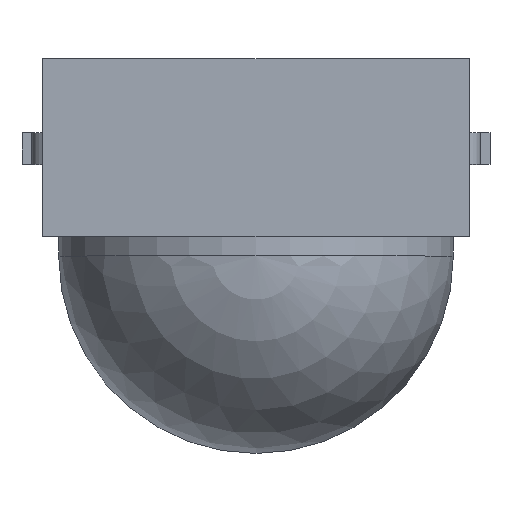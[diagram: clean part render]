
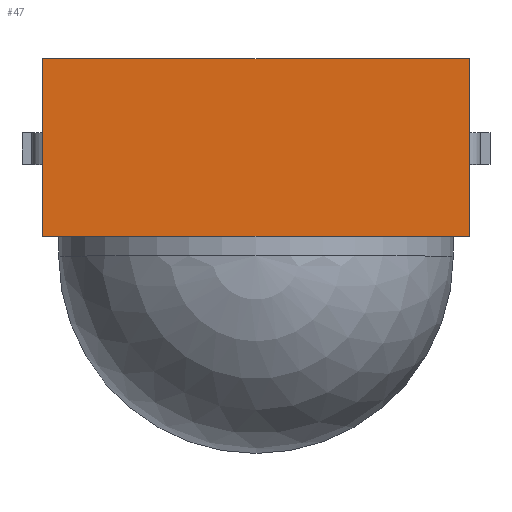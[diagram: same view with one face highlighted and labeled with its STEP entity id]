
A CAD part, top view. The second image highlights one B-rep face of the part: STEP entity #47.
In plain terms, the highlighted planar face has unit normal (0, 0, 1).
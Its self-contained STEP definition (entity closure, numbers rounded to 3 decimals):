
#21=EDGE_CURVE('',#22,#24,#26,.T.);
#22=VERTEX_POINT('',#23);
#23=CARTESIAN_POINT('',(-0.16,1.125,9.75));
#24=VERTEX_POINT('',#25);
#25=CARTESIAN_POINT('',(-0.16,-1.125,9.75));
#26=LINE('',#23,#27);
#27=VECTOR('',#28,1.);
#28=DIRECTION('',(0.,-1.,0.));
#47=ADVANCED_FACE('',(#48),#66,.F.);
#48=FACE_BOUND('',#49,.F.);
#49=EDGE_LOOP('',(#50,#57,#62,#63));
#50=ORIENTED_EDGE('',*,*,#51,.T.);
#51=EDGE_CURVE('',#52,#54,#56,.T.);
#52=VERTEX_POINT('',#53);
#53=CARTESIAN_POINT('',(5.24,1.125,9.75));
#54=VERTEX_POINT('',#55);
#55=CARTESIAN_POINT('',(5.24,-1.125,9.75));
#56=LINE('',#53,#27);
#57=ORIENTED_EDGE('',*,*,#58,.T.);
#58=EDGE_CURVE('',#54,#24,#59,.T.);
#59=LINE('',#55,#60);
#60=VECTOR('',#61,1.);
#61=DIRECTION('',(-1.,0.,0.));
#62=ORIENTED_EDGE('',*,*,#21,.F.);
#63=ORIENTED_EDGE('',*,*,#64,.F.);
#64=EDGE_CURVE('',#52,#22,#65,.T.);
#65=LINE('',#53,#60);
#66=PLANE('',#67);
#67=AXIS2_PLACEMENT_3D('',#53,#68,#61);
#68=DIRECTION('',(0.,0.,-1.));
